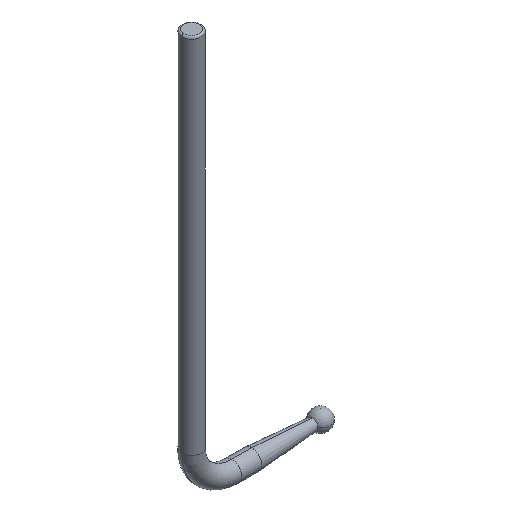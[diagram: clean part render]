
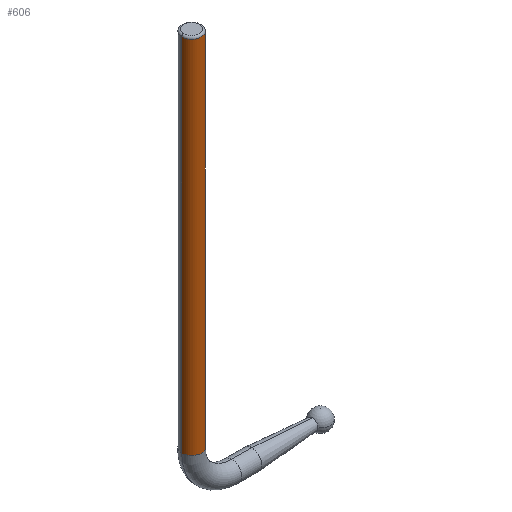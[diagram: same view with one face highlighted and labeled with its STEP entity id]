
A CAD part, isometric view. The second image highlights one B-rep face of the part: STEP entity #606.
In plain terms, the highlighted cylindrical face has radius 4.9 mm (diameter 9.8 mm), a partial arc.
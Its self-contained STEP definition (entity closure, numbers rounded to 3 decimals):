
#61 = DIRECTION ( 'NONE',  ( 0., 0., -1. ) ) ;
#66 = CIRCLE ( 'NONE', #96, 4.9 ) ;
#69 = CARTESIAN_POINT ( 'NONE',  ( -4.9, 0., -1. ) ) ;
#96 = AXIS2_PLACEMENT_3D ( 'NONE', #658, #339, #462 ) ;
#104 = EDGE_CURVE ( 'NONE', #712, #576, #66, .T. ) ;
#118 = CARTESIAN_POINT ( 'NONE',  ( -4.9, 0., -180. ) ) ;
#126 = VECTOR ( 'NONE', #154, 1000. ) ;
#130 = DIRECTION ( 'NONE',  ( -1., 0., 0. ) ) ;
#131 = CARTESIAN_POINT ( 'NONE',  ( 4.9, 0., 0. ) ) ;
#154 = DIRECTION ( 'NONE',  ( 0., 0., -1. ) ) ;
#162 = EDGE_CURVE ( 'NONE', #343, #712, #279, .T. ) ;
#185 = CYLINDRICAL_SURFACE ( 'NONE', #799, 4.9 ) ;
#190 = CARTESIAN_POINT ( 'NONE',  ( 0., 0., 0. ) ) ;
#195 = FACE_OUTER_BOUND ( 'NONE', #694, .T. ) ;
#222 = EDGE_CURVE ( 'NONE', #442, #576, #553, .T. ) ;
#242 = CIRCLE ( 'NONE', #674, 4.9 ) ;
#277 = DIRECTION ( 'NONE',  ( 0., 0., -1. ) ) ;
#279 = LINE ( 'NONE', #721, #126 ) ;
#329 = CARTESIAN_POINT ( 'NONE',  ( 4.9, 0., -1. ) ) ;
#330 = ORIENTED_EDGE ( 'NONE', *, *, #536, .T. ) ;
#339 = DIRECTION ( 'NONE',  ( 0., 0., 1. ) ) ;
#340 = VECTOR ( 'NONE', #61, 1000. ) ;
#343 = VERTEX_POINT ( 'NONE', #69 ) ;
#397 = DIRECTION ( 'NONE',  ( 1., 0., 0. ) ) ;
#438 = DIRECTION ( 'NONE',  ( 0., 0., -1. ) ) ;
#442 = VERTEX_POINT ( 'NONE', #329 ) ;
#458 = ORIENTED_EDGE ( 'NONE', *, *, #222, .F. ) ;
#462 = DIRECTION ( 'NONE',  ( 1., 0., 0. ) ) ;
#517 = CARTESIAN_POINT ( 'NONE',  ( 4.9, 0., -180. ) ) ;
#536 = EDGE_CURVE ( 'NONE', #442, #343, #242, .T. ) ;
#553 = LINE ( 'NONE', #131, #340 ) ;
#576 = VERTEX_POINT ( 'NONE', #517 ) ;
#606 = ADVANCED_FACE ( 'NONE', ( #195 ), #185, .T. ) ;
#645 = ORIENTED_EDGE ( 'NONE', *, *, #162, .T. ) ;
#651 = CARTESIAN_POINT ( 'NONE',  ( 0., 0., -1. ) ) ;
#658 = CARTESIAN_POINT ( 'NONE',  ( 0., 0., -180. ) ) ;
#674 = AXIS2_PLACEMENT_3D ( 'NONE', #651, #277, #397 ) ;
#694 = EDGE_LOOP ( 'NONE', ( #458, #330, #645, #754 ) ) ;
#712 = VERTEX_POINT ( 'NONE', #118 ) ;
#721 = CARTESIAN_POINT ( 'NONE',  ( -4.9, 0., 0. ) ) ;
#754 = ORIENTED_EDGE ( 'NONE', *, *, #104, .T. ) ;
#799 = AXIS2_PLACEMENT_3D ( 'NONE', #190, #438, #130 ) ;
